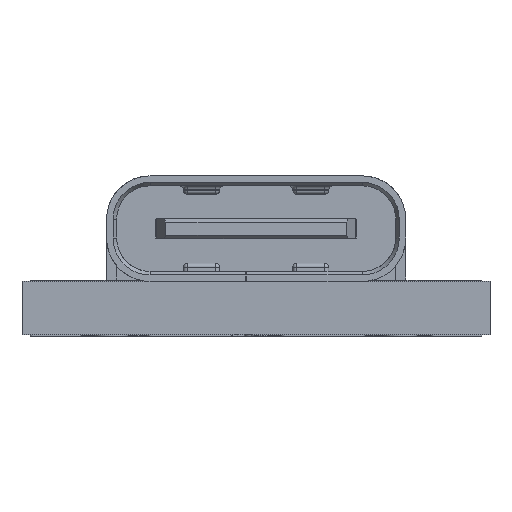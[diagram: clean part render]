
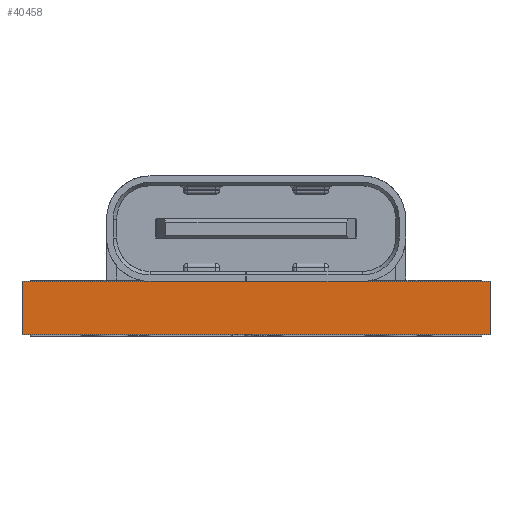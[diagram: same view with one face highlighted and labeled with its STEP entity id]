
A CAD part, front view. The second image highlights one B-rep face of the part: STEP entity #40458.
In plain terms, the highlighted planar face has unit normal (0, -1, 0).
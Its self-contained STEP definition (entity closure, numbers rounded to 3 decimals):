
#1713=PLANE('',#43275);
#3566=FACE_OUTER_BOUND('',#6092,.T.);
#6092=EDGE_LOOP('',(#34838,#34839,#34840,#34841));
#10209=LINE('',#63302,#15010);
#10306=LINE('',#63573,#15107);
#10343=LINE('',#63751,#15144);
#10345=LINE('',#63755,#15146);
#15010=VECTOR('',#51496,1.);
#15107=VECTOR('',#51671,1.);
#15144=VECTOR('',#51820,1.);
#15146=VECTOR('',#51826,1.);
#20021=VERTEX_POINT('',#63299);
#20022=VERTEX_POINT('',#63301);
#20156=VERTEX_POINT('',#63570);
#20157=VERTEX_POINT('',#63572);
#25050=EDGE_CURVE('',#20021,#20022,#10209,.T.);
#25185=EDGE_CURVE('',#20157,#20156,#10306,.T.);
#25275=EDGE_CURVE('',#20021,#20157,#10343,.T.);
#25277=EDGE_CURVE('',#20022,#20156,#10345,.T.);
#34838=ORIENTED_EDGE('',*,*,#25275,.T.);
#34839=ORIENTED_EDGE('',*,*,#25185,.T.);
#34840=ORIENTED_EDGE('',*,*,#25277,.F.);
#34841=ORIENTED_EDGE('',*,*,#25050,.F.);
#40458=ADVANCED_FACE('',(#3566),#1713,.T.);
#43275=AXIS2_PLACEMENT_3D('',#63754,#51824,#51825);
#51496=DIRECTION('',(-1.,0.,0.));
#51671=DIRECTION('',(-1.,0.,0.));
#51820=DIRECTION('',(0.,0.,1.));
#51824=DIRECTION('center_axis',(0.,-1.,0.));
#51825=DIRECTION('ref_axis',(-1.,0.,0.));
#51826=DIRECTION('',(0.,0.,1.));
#63299=CARTESIAN_POINT('',(7.,0.,0.));
#63301=CARTESIAN_POINT('',(-7.,0.,0.));
#63302=CARTESIAN_POINT('',(7.,0.,0.));
#63570=CARTESIAN_POINT('',(-7.,0.,1.6));
#63572=CARTESIAN_POINT('',(7.,0.,1.6));
#63573=CARTESIAN_POINT('',(7.,0.,1.6));
#63751=CARTESIAN_POINT('',(7.,0.,0.));
#63754=CARTESIAN_POINT('Origin',(7.,0.,0.));
#63755=CARTESIAN_POINT('',(-7.,0.,0.));
